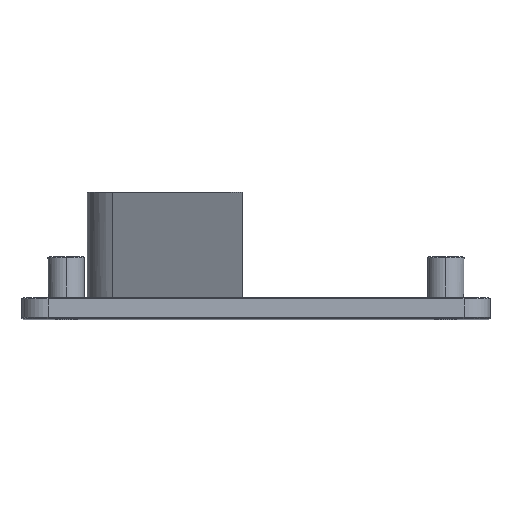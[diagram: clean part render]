
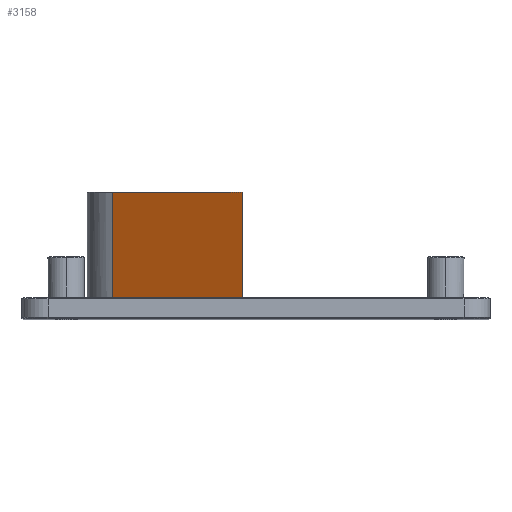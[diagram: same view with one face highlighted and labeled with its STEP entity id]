
A CAD part, top view. The second image highlights one B-rep face of the part: STEP entity #3158.
In plain terms, the highlighted planar face has unit normal (-0.5, 0, 0.866).
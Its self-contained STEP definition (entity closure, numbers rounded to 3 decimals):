
#8 = EDGE_CURVE ( 'NONE', #4447, #3927, #1517, .T. ) ;
#11 = ORIENTED_EDGE ( 'NONE', *, *, #303, .F. ) ;
#174 = CARTESIAN_POINT ( 'NONE',  ( -2.5, 66.755, 67. ) ) ;
#184 = VERTEX_POINT ( 'NONE', #3548 ) ;
#198 = EDGE_CURVE ( 'NONE', #184, #1891, #4271, .T. ) ;
#291 = EDGE_CURVE ( 'NONE', #4447, #1891, #3642, .T. ) ;
#303 = EDGE_CURVE ( 'NONE', #4394, #3608, #1303, .T. ) ;
#419 = VERTEX_POINT ( 'NONE', #1419 ) ;
#447 = ORIENTED_EDGE ( 'NONE', *, *, #4884, .F. ) ;
#473 = CARTESIAN_POINT ( 'NONE',  ( -5.098, 0.6, 65.5 ) ) ;
#570 = VECTOR ( 'NONE', #934, 1000. ) ;
#615 = EDGE_CURVE ( 'NONE', #419, #184, #4584, .T. ) ;
#695 = ORIENTED_EDGE ( 'NONE', *, *, #615, .F. ) ;
#863 = CARTESIAN_POINT ( 'NONE',  ( -27.5, 66.755, 52.566 ) ) ;
#934 = DIRECTION ( 'NONE',  ( -0.866, 0., -0.5 ) ) ;
#1032 = VECTOR ( 'NONE', #4686, 1000. ) ;
#1158 = EDGE_LOOP ( 'NONE', ( #447, #11, #1246, #1516, #4593, #4100, #695 ) ) ;
#1191 = VECTOR ( 'NONE', #1371, 1000. ) ;
#1246 = ORIENTED_EDGE ( 'NONE', *, *, #3496, .T. ) ;
#1303 = LINE ( 'NONE', #4048, #3274 ) ;
#1371 = DIRECTION ( 'NONE',  ( 0., 1., 0. ) ) ;
#1419 = CARTESIAN_POINT ( 'NONE',  ( -2.5, 4., 67. ) ) ;
#1474 = DIRECTION ( 'NONE',  ( -0.866, 0., -0.5 ) ) ;
#1516 = ORIENTED_EDGE ( 'NONE', *, *, #8, .F. ) ;
#1517 = LINE ( 'NONE', #4487, #2066 ) ;
#1891 = VERTEX_POINT ( 'NONE', #2410 ) ;
#1948 = CARTESIAN_POINT ( 'NONE',  ( -27.5, 0.6, 52.566 ) ) ;
#2060 = CARTESIAN_POINT ( 'NONE',  ( -5.098, 0.6, 65.5 ) ) ;
#2066 = VECTOR ( 'NONE', #1474, 1000. ) ;
#2162 = AXIS2_PLACEMENT_3D ( 'NONE', #863, #2383, #4342 ) ;
#2383 = DIRECTION ( 'NONE',  ( -0.5, 0., 0.866 ) ) ;
#2410 = CARTESIAN_POINT ( 'NONE',  ( -5.098, 3.8, 65.5 ) ) ;
#2701 = DIRECTION ( 'NONE',  ( 0., -1., 0. ) ) ;
#2761 = CARTESIAN_POINT ( 'NONE',  ( -2.5, 24.328, 67. ) ) ;
#2765 = CARTESIAN_POINT ( 'NONE',  ( -27.5, 24.328, 52.566 ) ) ;
#3106 = LINE ( 'NONE', #3539, #3455 ) ;
#3158 = ADVANCED_FACE ( 'NONE', ( #4683 ), #4291, .T. ) ;
#3220 = DIRECTION ( 'NONE',  ( 0., -1., 0. ) ) ;
#3274 = VECTOR ( 'NONE', #4348, 1000. ) ;
#3455 = VECTOR ( 'NONE', #2701, 1000. ) ;
#3496 = EDGE_CURVE ( 'NONE', #4394, #3927, #3106, .T. ) ;
#3524 = CARTESIAN_POINT ( 'NONE',  ( -21.239, -5.519, 56.181 ) ) ;
#3539 = CARTESIAN_POINT ( 'NONE',  ( -27.5, 66.755, 52.566 ) ) ;
#3548 = CARTESIAN_POINT ( 'NONE',  ( -4.752, 4., 65.7 ) ) ;
#3587 = LINE ( 'NONE', #174, #4350 ) ;
#3608 = VERTEX_POINT ( 'NONE', #2761 ) ;
#3642 = LINE ( 'NONE', #2060, #1191 ) ;
#3927 = VERTEX_POINT ( 'NONE', #1948 ) ;
#4048 = CARTESIAN_POINT ( 'NONE',  ( -27.5, 24.328, 52.566 ) ) ;
#4100 = ORIENTED_EDGE ( 'NONE', *, *, #198, .F. ) ;
#4271 = LINE ( 'NONE', #3524, #1032 ) ;
#4291 = PLANE ( 'NONE',  #2162 ) ;
#4342 = DIRECTION ( 'NONE',  ( -0.866, 0., -0.5 ) ) ;
#4348 = DIRECTION ( 'NONE',  ( 0.866, 0., 0.5 ) ) ;
#4350 = VECTOR ( 'NONE', #3220, 1000. ) ;
#4394 = VERTEX_POINT ( 'NONE', #2765 ) ;
#4447 = VERTEX_POINT ( 'NONE', #473 ) ;
#4487 = CARTESIAN_POINT ( 'NONE',  ( -29.637, 0.6, 51.333 ) ) ;
#4584 = LINE ( 'NONE', #4605, #570 ) ;
#4593 = ORIENTED_EDGE ( 'NONE', *, *, #291, .T. ) ;
#4605 = CARTESIAN_POINT ( 'NONE',  ( -29.637, 4., 51.333 ) ) ;
#4683 = FACE_OUTER_BOUND ( 'NONE', #1158, .T. ) ;
#4686 = DIRECTION ( 'NONE',  ( -0.775, -0.447, -0.447 ) ) ;
#4884 = EDGE_CURVE ( 'NONE', #3608, #419, #3587, .T. ) ;
